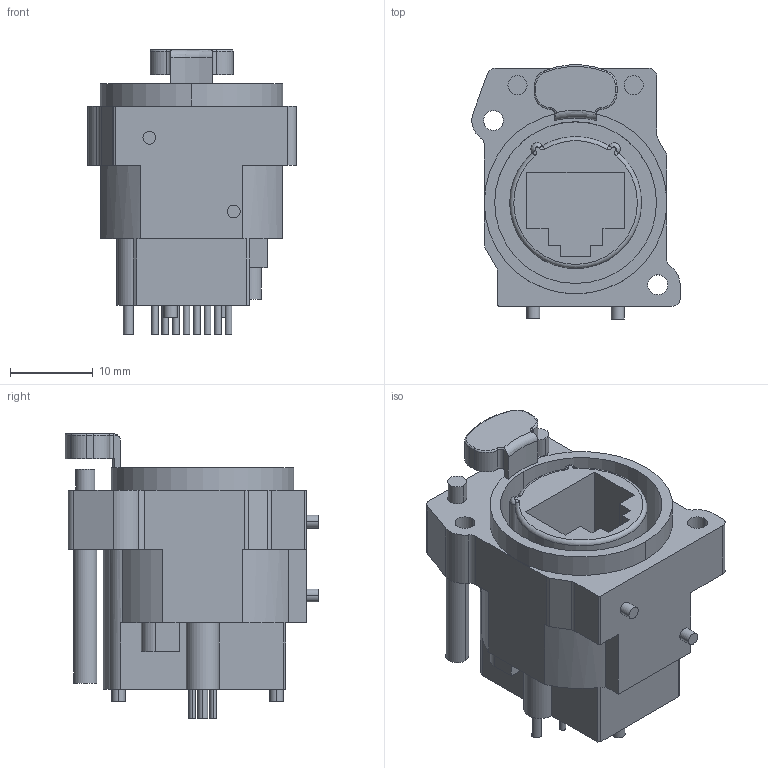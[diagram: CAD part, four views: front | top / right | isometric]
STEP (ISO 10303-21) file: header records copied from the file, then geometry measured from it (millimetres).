
FILE_DESCRIPTION((''),'2;1');
FILE_NAME('D-NE8FBV-C5-LED1','2015-05-27T',('bej'),(''),'PRO/ENGINEER BY PARAMETRIC TECHNOLOGY CORPORATION, 2013430','PRO/ENGINEER BY PARAMETRIC TECHNOLOGY CORPORATION, 2013430','');
FILE_SCHEMA(('AUTOMOTIVE_DESIGN_CC2 { 1 2 10303 214 -1 1 5 2 }'));
Length unit declared in the file: millimetre
Products named in the file (1): D-NE8FBV-C5-LED1
Bounding box: 25.1 x 30.58 x 34.3 mm (x, y, z)
Volume: 9810.1 mm3; surface area: 6190 mm2
Topology: 1 solids, 1 shells, 171 faces, 428 edges, 276 vertices
Faces by surface type: cylinder 81, plane 74, torus 10, bspline 6
Entity records: 5470 total; most frequent: CARTESIAN_POINT 1012, DIRECTION 944, ORIENTED_EDGE 848, EDGE_CURVE 424, AXIS2_PLACEMENT_3D 361, VERTEX_POINT 276, VECTOR 222, LINE 222
